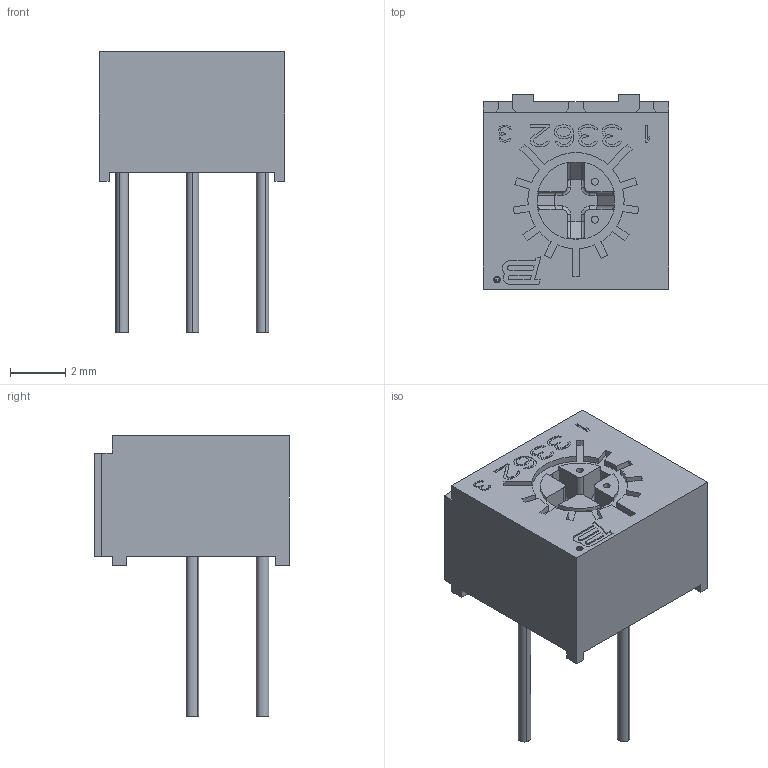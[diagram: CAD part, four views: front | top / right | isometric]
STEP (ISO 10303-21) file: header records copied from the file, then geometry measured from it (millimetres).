
FILE_DESCRIPTION((''),'2;1');
FILE_NAME('3362P001_ASM','2010-10-25T',('perryw1'),('Bourns, Inc.'),'PRO/ENGINEER BY PARAMETRIC TECHNOLOGY CORPORATION, 2010020','PRO/ENGINEER BY PARAMETRIC TECHNOLOGY CORPORATION, 2010020','');
FILE_SCHEMA(('CONFIG_CONTROL_DESIGN'));
Length unit declared in the file: inch
Products named in the file (6): MSBR-5; MSBR-4; MSBR-3; MSBR-2; MSBR-1; 3362P001_ASM
Assembly tree (5 placements, depth 2):
  3362P001_ASM
    MSBR-5
    MSBR-4
    MSBR-3
    MSBR-2
    MSBR-1
Bounding box: 6.71 x 7.04 x 10.16 mm (x, y, z)
Volume: 191.3 mm3; surface area: 313.4 mm2
Topology: 5 solids, 7 shells, 564 faces, 1602 edges, 1067 vertices
Faces by surface type: plane 461, cylinder 77, torus 22, cone 4
Entity records: 18584 total; most frequent: CARTESIAN_POINT 3634, ORIENTED_EDGE 3204, DIRECTION 2902, EDGE_CURVE 1602, VECTOR 1358, LINE 1358, VERTEX_POINT 1067, AXIS2_PLACEMENT_3D 772
